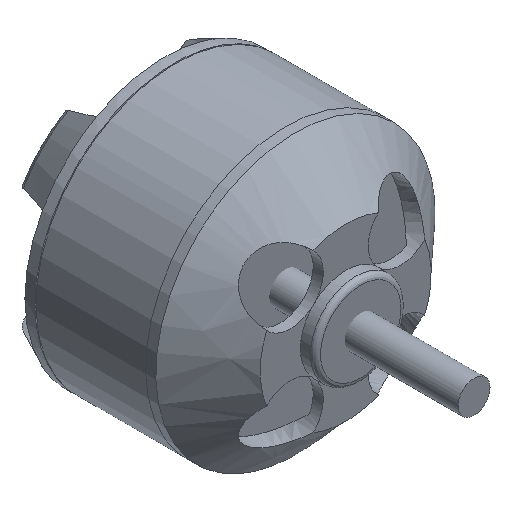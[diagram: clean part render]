
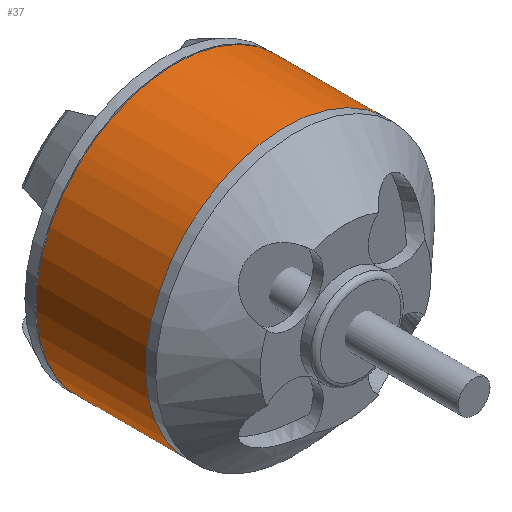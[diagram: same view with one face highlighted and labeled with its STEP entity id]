
A CAD part, isometric view. The second image highlights one B-rep face of the part: STEP entity #37.
In plain terms, the highlighted free-form (B-spline) face has degree [2, 1] with [9, 2] control points.
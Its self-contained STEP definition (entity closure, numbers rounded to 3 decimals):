
#21 = EDGE_CURVE('',#22,#22,#24,.T.);
#22 = VERTEX_POINT('',#23);
#23 = CARTESIAN_POINT('',(-8.308,-0.085,
    8.308));
#24 = ( BOUNDED_CURVE() B_SPLINE_CURVE(2,(#25,#26,#27,#28,#29,#30,#31),
.UNSPECIFIED.,.T.,.F.) B_SPLINE_CURVE_WITH_KNOTS((3,2,2,3),(
    3.142,5.236,7.33,9.425),
.PIECEWISE_BEZIER_KNOTS.) CURVE() GEOMETRIC_REPRESENTATION_ITEM() 
RATIONAL_B_SPLINE_CURVE((1.,0.5,1.,0.5,1.,0.5,1.)) REPRESENTATION_ITEM(
  '') );
#25 = CARTESIAN_POINT('',(-8.308,-0.085,
    8.308));
#26 = CARTESIAN_POINT('',(-22.699,-0.085,
    -6.082));
#27 = CARTESIAN_POINT('',(-3.041,-0.085,
    -11.349));
#28 = CARTESIAN_POINT('',(16.617,-0.085,
    -16.617));
#29 = CARTESIAN_POINT('',(11.349,-0.085,
    3.041));
#30 = CARTESIAN_POINT('',(6.082,-0.085,
    22.699));
#31 = CARTESIAN_POINT('',(-8.308,-0.085,
    8.308));
#37 = ADVANCED_FACE('',(#38),#59,.T.);
#38 = FACE_BOUND('',#39,.T.);
#39 = EDGE_LOOP('',(#40,#52,#57,#58));
#40 = ORIENTED_EDGE('',*,*,#41,.F.);
#41 = EDGE_CURVE('',#42,#42,#44,.T.);
#42 = VERTEX_POINT('',#43);
#43 = CARTESIAN_POINT('',(-8.308,-9.315,8.308
    ));
#44 = ( BOUNDED_CURVE() B_SPLINE_CURVE(2,(#45,#46,#47,#48,#49,#50,#51),
.UNSPECIFIED.,.T.,.F.) B_SPLINE_CURVE_WITH_KNOTS((3,2,2,3),(
    3.142,5.236,7.33,9.425),
.PIECEWISE_BEZIER_KNOTS.) CURVE() GEOMETRIC_REPRESENTATION_ITEM() 
RATIONAL_B_SPLINE_CURVE((1.,0.5,1.,0.5,1.,0.5,1.)) REPRESENTATION_ITEM(
  '') );
#45 = CARTESIAN_POINT('',(-8.308,-9.315,8.308
    ));
#46 = CARTESIAN_POINT('',(-22.699,-9.315,
    -6.082));
#47 = CARTESIAN_POINT('',(-3.041,-9.315,
    -11.349));
#48 = CARTESIAN_POINT('',(16.617,-9.315,
    -16.617));
#49 = CARTESIAN_POINT('',(11.349,-9.315,3.041
    ));
#50 = CARTESIAN_POINT('',(6.082,-9.315,22.699)
  );
#51 = CARTESIAN_POINT('',(-8.308,-9.315,8.308
    ));
#52 = ORIENTED_EDGE('',*,*,#53,.T.);
#53 = EDGE_CURVE('',#42,#22,#54,.T.);
#54 = B_SPLINE_CURVE_WITH_KNOTS('',1,(#55,#56),.UNSPECIFIED.,.F.,.F.,(2,
    2),(-11.,-0.1),.PIECEWISE_BEZIER_KNOTS.);
#55 = CARTESIAN_POINT('',(-8.308,-9.315,8.308
    ));
#56 = CARTESIAN_POINT('',(-8.308,-0.085,
    8.308));
#57 = ORIENTED_EDGE('',*,*,#21,.T.);
#58 = ORIENTED_EDGE('',*,*,#53,.F.);
#59 = ( BOUNDED_SURFACE() B_SPLINE_SURFACE(2,1,(
    (#60,#61)
    ,(#62,#63)
    ,(#64,#65)
    ,(#66,#67)
    ,(#68,#69)
    ,(#70,#71)
    ,(#72,#73)
    ,(#74,#75)
,(#76,#77
    )),.UNSPECIFIED.,.T.,.F.,.F.) B_SPLINE_SURFACE_WITH_KNOTS((3,2,2,2,3
    ),(2,2),(-3.142,-2.094,0.,2.094,
    3.142),(0.1,11.),.UNSPECIFIED.) 
GEOMETRIC_REPRESENTATION_ITEM() RATIONAL_B_SPLINE_SURFACE((
    (0.75,0.75)
    ,(0.75,0.75)
    ,(1.,1.)
    ,(0.5,0.5)
    ,(1.,1.)
    ,(0.5,0.5)
    ,(1.,1.)
    ,(0.75,0.75)
,(0.75,0.75))) REPRESENTATION_ITEM('') SURFACE() );
#60 = CARTESIAN_POINT('',(-8.308,-0.085,
    8.308));
#61 = CARTESIAN_POINT('',(-8.308,-9.315,8.308
    ));
#62 = CARTESIAN_POINT('',(-13.105,-0.085,
    3.511));
#63 = CARTESIAN_POINT('',(-13.105,-9.315,3.511
    ));
#64 = CARTESIAN_POINT('',(-11.349,-0.085,
    -3.041));
#65 = CARTESIAN_POINT('',(-11.349,-9.315,
    -3.041));
#66 = CARTESIAN_POINT('',(-6.082,-0.085,
    -22.699));
#67 = CARTESIAN_POINT('',(-6.082,-9.315,
    -22.699));
#68 = CARTESIAN_POINT('',(8.308,-0.085,
    -8.308));
#69 = CARTESIAN_POINT('',(8.308,-9.315,-8.308
    ));
#70 = CARTESIAN_POINT('',(22.699,-0.085,
    6.082));
#71 = CARTESIAN_POINT('',(22.699,-9.315,6.082)
  );
#72 = CARTESIAN_POINT('',(3.041,-0.085,
    11.349));
#73 = CARTESIAN_POINT('',(3.041,-9.315,11.349
    ));
#74 = CARTESIAN_POINT('',(-3.511,-0.085,
    13.105));
#75 = CARTESIAN_POINT('',(-3.511,-9.315,
    13.105));
#76 = CARTESIAN_POINT('',(-8.308,-0.085,
    8.308));
#77 = CARTESIAN_POINT('',(-8.308,-9.315,8.308
    ));
